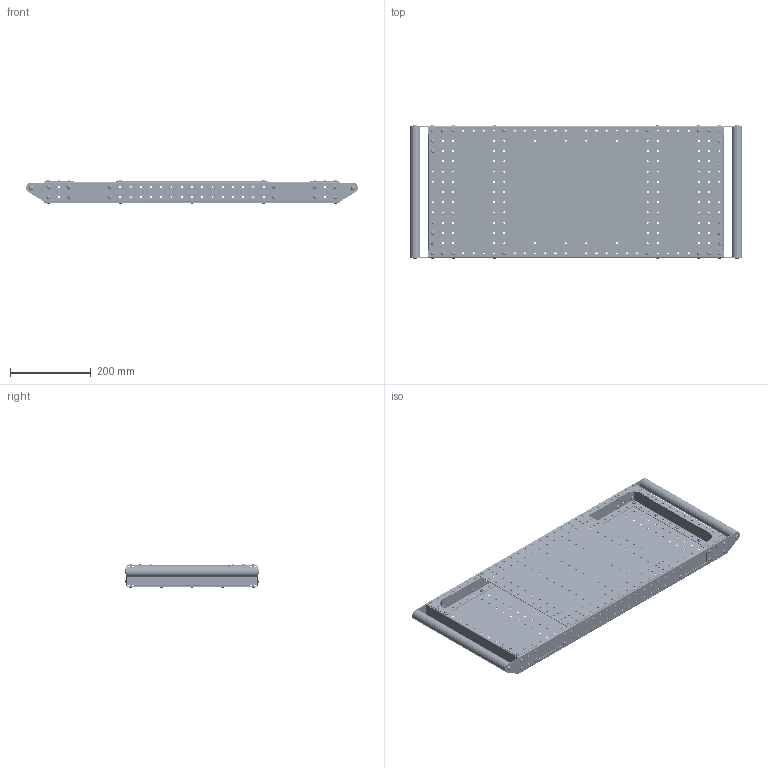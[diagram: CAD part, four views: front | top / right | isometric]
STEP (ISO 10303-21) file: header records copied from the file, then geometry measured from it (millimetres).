
FILE_DESCRIPTION (( 'STEP AP214' ), '1' );
FILE_NAME ('WCP-1407.STEP', '2024-01-01T19:57:36', ( '' ), ( '' ), 'SwSTEP 2.0', 'SolidWorks 2022', '' );
FILE_SCHEMA (( 'AUTOMOTIVE_DESIGN' ));
Length unit declared in the file: inch
Products named in the file (11): DS_Base; 90633A411_Low-Strength Steel Thin Nylon-Insert Locknut; WCP-1407; 0.3750 10-32 BHCS; DS_PortCovers; DS_LaptopPlate; DS_MainRail; DS_Handle; DS_SideRail; 91255A542_Button Head Hex Drive Screw; Part 9
Assembly tree (146 placements, depth 2):
  WCP-1407
    0.3750 10-32 BHCS  x63
    90633A411_Low-Strength Steel Thin Nylon-Insert Locknut  x63
    DS_PortCovers  x4
    DS_SideRail  x2
    Part 9  x4
    DS_MainRail  x2
    DS_LaptopPlate
    91255A542_Button Head Hex Drive Screw  x4
    DS_Base
    DS_Handle  x2
Bounding box: 823.42 x 333.53 x 58.21 mm (x, y, z)
Volume: 951647.1 mm3; surface area: 1278286.7 mm2
Topology: 142 solids, 209 shells, 6040 faces, 13861 edges, 8487 vertices
Faces by surface type: cylinder 2412, plane 1642, cone 1442, bspline 418, torus 126
Entity records: 69858 total; most frequent: CARTESIAN_POINT 15734, DIRECTION 8321, ORIENTED_EDGE 7200, EDGE_CURVE 3612, AXIS2_PLACEMENT_3D 3493, VERTEX_POINT 2389, EDGE_LOOP 2249, CIRCLE 2112
